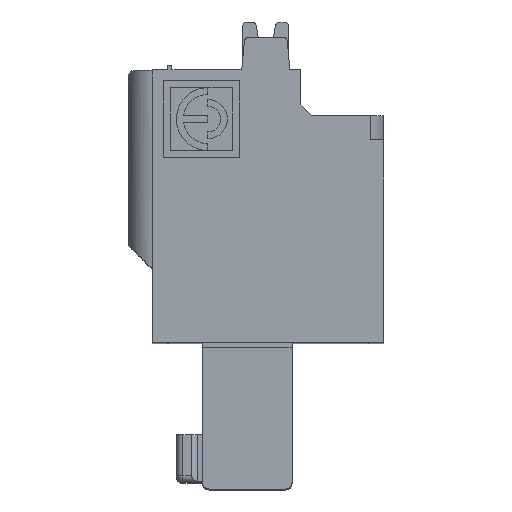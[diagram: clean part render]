
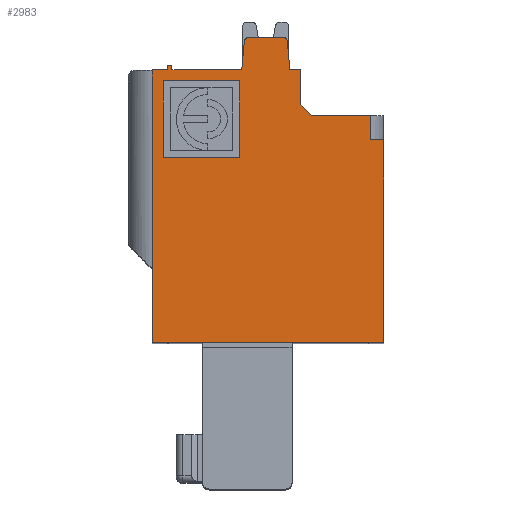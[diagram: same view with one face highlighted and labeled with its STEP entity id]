
A CAD part, top view. The second image highlights one B-rep face of the part: STEP entity #2983.
In plain terms, the highlighted planar face has unit normal (0, 0, 1).
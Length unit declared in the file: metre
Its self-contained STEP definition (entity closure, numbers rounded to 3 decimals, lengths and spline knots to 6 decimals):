
#2983=ADVANCED_FACE('',(#6909,#6910),#6911,.F.);
#4657=EDGE_CURVE('',#9435,#9436,#9437,.T.);
#6909=FACE_BOUND('',#11727,.T.);
#6910=FACE_OUTER_BOUND('',#11728,.T.);
#6911=PLANE('',#11729);
#9435=VERTEX_POINT('',#16967);
#9436=VERTEX_POINT('',#16968);
#9437=LINE('',#16969,#16970);
#9482=VERTEX_POINT('',#17100);
#9485=VERTEX_POINT('',#17105);
#9523=VERTEX_POINT('',#17194);
#9535=VERTEX_POINT('',#17226);
#9539=VERTEX_POINT('',#17232);
#9544=VERTEX_POINT('',#17239);
#9560=VERTEX_POINT('',#17265);
#9564=VERTEX_POINT('',#17271);
#9569=VERTEX_POINT('',#17278);
#9577=VERTEX_POINT('',#17291);
#11727=EDGE_LOOP('',(#23554,#23555,#23556,#23557));
#11728=EDGE_LOOP('',(#23558,#23559,#23560,#23561,#23562,#23563,#23564,#23565,#23566,#23567,#23568,#23569,#23570,#23571,#23572,#23573,#23574,#23575,#23576));
#11729=AXIS2_PLACEMENT_3D('',#23577,#23578,#23579);
#16967=CARTESIAN_POINT('',(0.0906,0.,-0.32332));
#16968=CARTESIAN_POINT('',(0.08,0.,-0.32332));
#16969=CARTESIAN_POINT('',(0.0906,0.,-0.32332));
#16970=VECTOR('',#25205,1.0);
#17100=CARTESIAN_POINT('',(0.0906,0.0093,-0.32332));
#17105=CARTESIAN_POINT('',(0.09,0.0093,-0.32332));
#17194=CARTESIAN_POINT('',(0.0807,0.0125,-0.32332));
#17226=CARTESIAN_POINT('',(0.0809,0.0125,-0.32332));
#17232=CARTESIAN_POINT('',(0.0841,0.0125,-0.32332));
#17239=CARTESIAN_POINT('',(0.0863,0.0125,-0.32332));
#17265=CARTESIAN_POINT('',(0.0807,0.0127,-0.32332));
#17271=CARTESIAN_POINT('',(0.0809,0.0127,-0.32332));
#17278=CARTESIAN_POINT('',(0.086185,0.013817,-0.32332));
#17291=CARTESIAN_POINT('',(0.084215,0.013817,-0.32332));
#23554=ORIENTED_EDGE('',*,*,#26982,.T.);
#23555=ORIENTED_EDGE('',*,*,#26925,.T.);
#23556=ORIENTED_EDGE('',*,*,#26975,.T.);
#23557=ORIENTED_EDGE('',*,*,#26983,.T.);
#23558=ORIENTED_EDGE('',*,*,#26984,.F.);
#23559=ORIENTED_EDGE('',*,*,#4657,.F.);
#23560=ORIENTED_EDGE('',*,*,#26913,.T.);
#23561=ORIENTED_EDGE('',*,*,#26915,.F.);
#23562=ORIENTED_EDGE('',*,*,#26918,.F.);
#23563=ORIENTED_EDGE('',*,*,#26726,.F.);
#23564=ORIENTED_EDGE('',*,*,#26711,.T.);
#23565=ORIENTED_EDGE('',*,*,#26743,.T.);
#23566=ORIENTED_EDGE('',*,*,#26985,.F.);
#23567=ORIENTED_EDGE('',*,*,#26986,.T.);
#23568=ORIENTED_EDGE('',*,*,#26987,.T.);
#23569=ORIENTED_EDGE('',*,*,#26988,.T.);
#23570=ORIENTED_EDGE('',*,*,#26989,.T.);
#23571=ORIENTED_EDGE('',*,*,#26990,.T.);
#23572=ORIENTED_EDGE('',*,*,#26991,.F.);
#23573=ORIENTED_EDGE('',*,*,#26992,.T.);
#23574=ORIENTED_EDGE('',*,*,#26993,.F.);
#23575=ORIENTED_EDGE('',*,*,#26994,.F.);
#23576=ORIENTED_EDGE('',*,*,#26970,.F.);
#23577=CARTESIAN_POINT('',(0.094572,0.033759,-0.32332));
#23578=DIRECTION('',(0.0,0.,-1.0));
#23579=DIRECTION('',(-1.0,0.0,0.0));
#25205=DIRECTION('',(-1.0,0.,0.));
#26711=EDGE_CURVE('',#28970,#28972,#28974,.T.);
#26726=EDGE_CURVE('',#28970,#29000,#29001,.T.);
#26743=EDGE_CURVE('',#28972,#29028,#29030,.T.);
#26913=EDGE_CURVE('',#9435,#9482,#29209,.T.);
#26915=EDGE_CURVE('',#9485,#9482,#29211,.T.);
#26918=EDGE_CURVE('',#29000,#9485,#29214,.T.);
#26925=EDGE_CURVE('',#29218,#29223,#29225,.T.);
#26970=EDGE_CURVE('',#29291,#9523,#29293,.T.);
#26975=EDGE_CURVE('',#29223,#29298,#29299,.T.);
#26982=EDGE_CURVE('',#29307,#29218,#29308,.T.);
#26983=EDGE_CURVE('',#29298,#29307,#29309,.T.);
#26984=EDGE_CURVE('',#9436,#29291,#29310,.T.);
#26985=EDGE_CURVE('',#9544,#29028,#29311,.T.);
#26986=EDGE_CURVE('',#9544,#9569,#29312,.T.);
#26987=EDGE_CURVE('',#9569,#29313,#29314,.T.);
#26988=EDGE_CURVE('',#29313,#29315,#29316,.T.);
#26989=EDGE_CURVE('',#29315,#9577,#29317,.T.);
#26990=EDGE_CURVE('',#9577,#9539,#29318,.T.);
#26991=EDGE_CURVE('',#9535,#9539,#29319,.T.);
#26992=EDGE_CURVE('',#9535,#9564,#29320,.T.);
#26993=EDGE_CURVE('',#9560,#9564,#29321,.T.);
#26994=EDGE_CURVE('',#9523,#9560,#29322,.T.);
#28970=VERTEX_POINT('',#32091);
#28972=VERTEX_POINT('',#32094);
#28974=LINE('',#32097,#32098);
#29000=VERTEX_POINT('',#32131);
#29001=LINE('',#32132,#32133);
#29028=VERTEX_POINT('',#32185);
#29030=LINE('',#32188,#32189);
#29209=LINE('',#32428,#32429);
#29211=LINE('',#32431,#32432);
#29214=LINE('',#32435,#32436);
#29218=VERTEX_POINT('',#32440);
#29223=VERTEX_POINT('',#32447);
#29225=LINE('',#32450,#32451);
#29291=VERTEX_POINT('',#32546);
#29293=LINE('',#32549,#32550);
#29298=VERTEX_POINT('',#32557);
#29299=LINE('',#32558,#32559);
#29307=VERTEX_POINT('',#32571);
#29308=LINE('',#32572,#32573);
#29309=LINE('',#32574,#32575);
#29310=LINE('',#32576,#32577);
#29311=LINE('',#32578,#32579);
#29312=LINE('',#32580,#32581);
#29313=VERTEX_POINT('',#32582);
#29314=CIRCLE('',#32583,0.0002);
#29315=VERTEX_POINT('',#32584);
#29316=LINE('',#32585,#32586);
#29317=CIRCLE('',#32587,0.0002);
#29318=LINE('',#32588,#32589);
#29319=LINE('',#32590,#32591);
#29320=LINE('',#32592,#32593);
#29321=LINE('',#32594,#32595);
#29322=LINE('',#32596,#32597);
#32091=CARTESIAN_POINT('',(0.087307,0.0104,-0.32332));
#32094=CARTESIAN_POINT('',(0.086811,0.010896,-0.32332));
#32097=CARTESIAN_POINT('',(0.079267,0.01844,-0.32332));
#32098=VECTOR('',#34073,1.0);
#32131=CARTESIAN_POINT('',(0.09,0.0104,-0.32332));
#32132=CARTESIAN_POINT('',(0.094572,0.0104,-0.32332));
#32133=VECTOR('',#34099,1.0);
#32185=CARTESIAN_POINT('',(0.086811,0.0125,-0.32332));
#32188=CARTESIAN_POINT('',(0.086811,0.033759,-0.32332));
#32189=VECTOR('',#34111,1.0);
#32428=CARTESIAN_POINT('',(0.0906,0.,-0.32332));
#32429=VECTOR('',#34217,1.0);
#32431=CARTESIAN_POINT('',(0.09,0.0093,-0.32332));
#32432=VECTOR('',#34218,1.0);
#32435=CARTESIAN_POINT('',(0.09,0.0125,-0.32332));
#32436=VECTOR('',#34219,1.0);
#32440=CARTESIAN_POINT('',(0.084,0.0085,-0.32332));
#32447=CARTESIAN_POINT('',(0.0805,0.0085,-0.32332));
#32450=CARTESIAN_POINT('',(0.094072,0.0085,-0.32332));
#32451=VECTOR('',#34223,1.0);
#32546=CARTESIAN_POINT('',(0.08,0.0125,-0.32332));
#32549=CARTESIAN_POINT('',(0.08,0.0125,-0.32332));
#32550=VECTOR('',#34266,1.0);
#32557=CARTESIAN_POINT('',(0.0805,0.012,-0.32332));
#32558=CARTESIAN_POINT('',(0.0805,0.033759,-0.32332));
#32559=VECTOR('',#34272,1.0);
#32571=CARTESIAN_POINT('',(0.084,0.012,-0.32332));
#32572=CARTESIAN_POINT('',(0.084,0.033759,-0.32332));
#32573=VECTOR('',#34277,1.0);
#32574=CARTESIAN_POINT('',(0.094072,0.012,-0.32332));
#32575=VECTOR('',#34278,1.0);
#32576=CARTESIAN_POINT('',(0.08,0.0118,-0.32332));
#32577=VECTOR('',#34279,1.0);
#32578=CARTESIAN_POINT('',(0.0863,0.0125,-0.32332));
#32579=VECTOR('',#34280,1.0);
#32580=CARTESIAN_POINT('',(0.0863,0.0125,-0.32332));
#32581=VECTOR('',#34281,1.0);
#32582=CARTESIAN_POINT('',(0.085985,0.014,-0.32332));
#32583=AXIS2_PLACEMENT_3D('',#34282,#34283,#34284);
#32584=CARTESIAN_POINT('',(0.084414,0.014,-0.32332));
#32585=CARTESIAN_POINT('',(0.084475,0.014,-0.32332));
#32586=VECTOR('',#34285,1.0);
#32587=AXIS2_PLACEMENT_3D('',#34286,#34287,#34288);
#32588=CARTESIAN_POINT('',(0.084215,0.013817,-0.32332));
#32589=VECTOR('',#34289,1.0);
#32590=CARTESIAN_POINT('',(0.0809,0.0125,-0.32332));
#32591=VECTOR('',#34290,1.0);
#32592=CARTESIAN_POINT('',(0.0809,0.0125,-0.32332));
#32593=VECTOR('',#34291,1.0);
#32594=CARTESIAN_POINT('',(0.0807,0.0127,-0.32332));
#32595=VECTOR('',#34292,1.0);
#32596=CARTESIAN_POINT('',(0.0807,0.0125,-0.32332));
#32597=VECTOR('',#34293,1.0);
#34073=DIRECTION('',(-0.707,0.707,0.));
#34099=DIRECTION('',(1.0,0.,0.));
#34111=DIRECTION('',(0.,1.0,0.));
#34217=DIRECTION('',(0.0,1.0,0.));
#34218=DIRECTION('',(1.0,0.0,0.0));
#34219=DIRECTION('',(0.0,-1.0,0.));
#34223=DIRECTION('',(-1.0,0.,0.));
#34266=DIRECTION('',(1.0,0.0,0.0));
#34272=DIRECTION('',(0.,1.0,0.));
#34277=DIRECTION('',(0.,-1.0,0.));
#34278=DIRECTION('',(1.0,0.,0.));
#34279=DIRECTION('',(0.0,1.0,0.));
#34280=DIRECTION('',(1.0,0.0,0.0));
#34281=DIRECTION('',(-0.087,0.996,0.));
#34282=CARTESIAN_POINT('',(0.085985,0.0138,-0.32332));
#34283=DIRECTION('',(0.,0.,1.0));
#34284=DIRECTION('',(0.996,0.087,0.));
#34285=DIRECTION('',(-1.0,-0.0,0.0));
#34286=CARTESIAN_POINT('',(0.084414,0.0138,-0.32332));
#34287=DIRECTION('',(0.0,0.,1.0));
#34288=DIRECTION('',(0.0,1.0,0.));
#34289=DIRECTION('',(-0.087,-0.996,0.));
#34290=DIRECTION('',(1.0,0.0,0.0));
#34291=DIRECTION('',(0.0,1.0,0.));
#34292=DIRECTION('',(1.0,0.0,0.0));
#34293=DIRECTION('',(0.0,1.0,0.));
